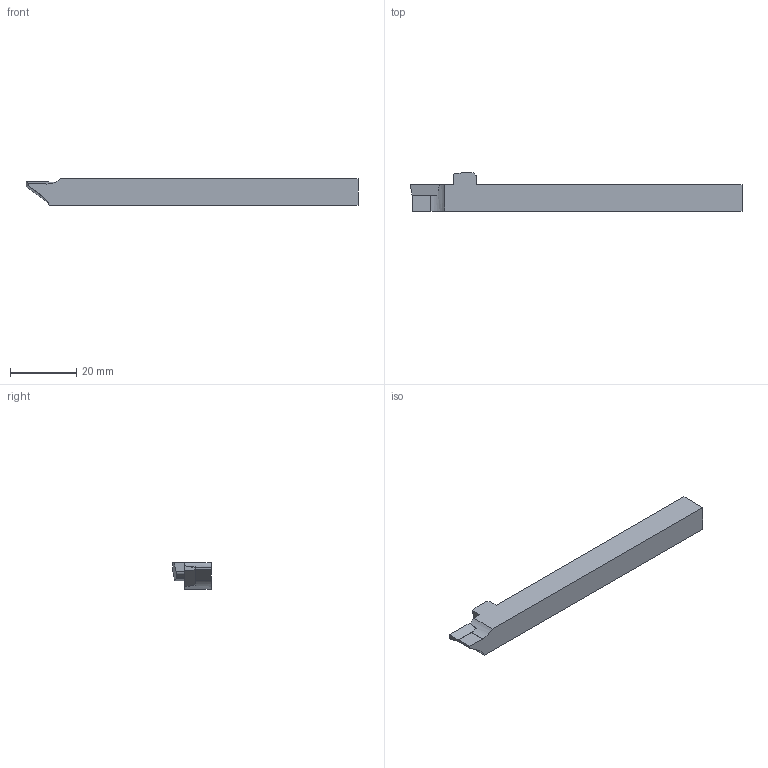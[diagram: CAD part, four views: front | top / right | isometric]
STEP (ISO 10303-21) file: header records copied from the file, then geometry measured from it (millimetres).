
FILE_DESCRIPTION (( 'STEP AP214' ), '1' );
FILE_NAME ('ISO-148-01.STEP', '2017-11-23T12:50:09', ( '' ), ( '' ), 'SwSTEP 2.0', 'SolidWorks 2017', '' );
FILE_SCHEMA (( 'AUTOMOTIVE_DESIGN' ));
Length unit declared in the file: millimetre
Products named in the file (1): ISO-148-01
Bounding box: 100 x 11.5 x 8 mm (x, y, z)
Volume: 6174.9 mm3; surface area: 3349.6 mm2
Topology: 1 solids, 1 shells, 38 faces, 111 edges, 72 vertices
Faces by surface type: plane 29, cylinder 8, cone 1
Entity records: 1390 total; most frequent: CARTESIAN_POINT 269, ORIENTED_EDGE 222, DIRECTION 194, EDGE_CURVE 111, VECTOR 84, LINE 84, VERTEX_POINT 72, AXIS2_PLACEMENT_3D 55
